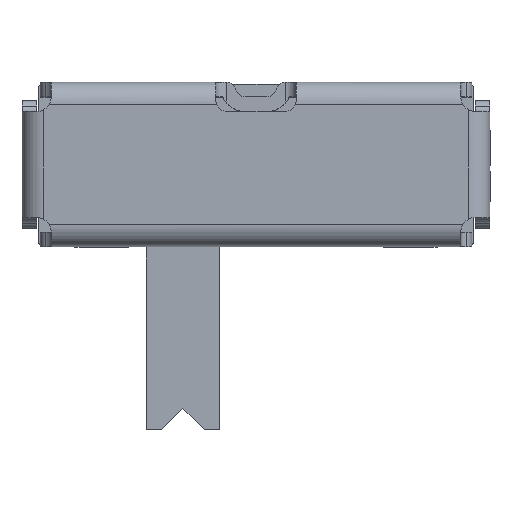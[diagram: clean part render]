
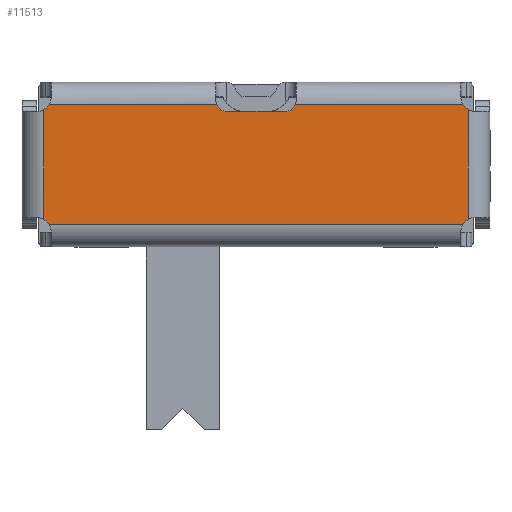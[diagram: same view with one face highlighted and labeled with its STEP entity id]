
A CAD part, top view. The second image highlights one B-rep face of the part: STEP entity #11513.
In plain terms, the highlighted planar face has unit normal (0, 0, 1).
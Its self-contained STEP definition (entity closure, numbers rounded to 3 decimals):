
#72 = CARTESIAN_POINT ( 'NONE',  ( -5.8, 1.504, 4.7 ) ) ;
#530 = DIRECTION ( 'NONE',  ( 1., 0., 0. ) ) ;
#571 = DIRECTION ( 'NONE',  ( 0., 0., -1. ) ) ;
#763 = LINE ( 'NONE', #10469, #22016 ) ;
#1159 = DIRECTION ( 'NONE',  ( 0., 0., 1. ) ) ;
#1555 = EDGE_CURVE ( 'NONE', #13281, #8244, #10024, .T. ) ;
#1803 = EDGE_CURVE ( 'NONE', #7697, #12557, #3109, .T. ) ;
#2539 = DIRECTION ( 'NONE',  ( -1., 0., 0. ) ) ;
#2750 = EDGE_LOOP ( 'NONE', ( #12923, #12746, #7061, #14637, #8267, #20088, #9737, #8525, #19119, #18725, #16251, #14485 ) ) ;
#2915 = VERTEX_POINT ( 'NONE', #8693 ) ;
#3078 = DIRECTION ( 'NONE',  ( 1., 0., 0. ) ) ;
#3109 = CIRCLE ( 'NONE', #13149, 0.4 ) ;
#3177 = EDGE_CURVE ( 'NONE', #17850, #11820, #763, .T. ) ;
#3320 = DIRECTION ( 'NONE',  ( 0., 0., -1. ) ) ;
#3709 = DIRECTION ( 'NONE',  ( -1., 0., 0. ) ) ;
#4204 = DIRECTION ( 'NONE',  ( 1., 0., 0. ) ) ;
#4339 = DIRECTION ( 'NONE',  ( 1., 0., 0. ) ) ;
#4986 = CARTESIAN_POINT ( 'NONE',  ( -5.654, 1.65, 4.7 ) ) ;
#5232 = VECTOR ( 'NONE', #15266, 1000. ) ;
#5292 = DIRECTION ( 'NONE',  ( 0., 0., -1. ) ) ;
#5416 = CARTESIAN_POINT ( 'NONE',  ( -0.8, 1.75, 4.7 ) ) ;
#5493 = VERTEX_POINT ( 'NONE', #12855 ) ;
#6068 = CARTESIAN_POINT ( 'NONE',  ( 0.8, 1.45, 4.7 ) ) ;
#6552 = FACE_OUTER_BOUND ( 'NONE', #2750, .T. ) ;
#6926 = AXIS2_PLACEMENT_3D ( 'NONE', #12474, #1159, #10869 ) ;
#6962 = VECTOR ( 'NONE', #4204, 1000. ) ;
#7061 = ORIENTED_EDGE ( 'NONE', *, *, #21589, .T. ) ;
#7428 = AXIS2_PLACEMENT_3D ( 'NONE', #5416, #5292, #9469 ) ;
#7697 = VERTEX_POINT ( 'NONE', #22104 ) ;
#7973 = EDGE_CURVE ( 'NONE', #16116, #7697, #14904, .T. ) ;
#8244 = VERTEX_POINT ( 'NONE', #15083 ) ;
#8267 = ORIENTED_EDGE ( 'NONE', *, *, #1555, .T. ) ;
#8478 = CARTESIAN_POINT ( 'NONE',  ( 5.8, 1.45, 4.7 ) ) ;
#8525 = ORIENTED_EDGE ( 'NONE', *, *, #13166, .T. ) ;
#8693 = CARTESIAN_POINT ( 'NONE',  ( 5.8, -1.504, 4.7 ) ) ;
#9469 = DIRECTION ( 'NONE',  ( 1., 0., 0. ) ) ;
#9662 = LINE ( 'NONE', #19428, #6962 ) ;
#9734 = DIRECTION ( 'NONE',  ( 0., 0., -1. ) ) ;
#9737 = ORIENTED_EDGE ( 'NONE', *, *, #14267, .F. ) ;
#9812 = DIRECTION ( 'NONE',  ( 1., 0., 0. ) ) ;
#10024 = LINE ( 'NONE', #20956, #16784 ) ;
#10115 = CARTESIAN_POINT ( 'NONE',  ( 6., 1.85, 4.7 ) ) ;
#10278 = LINE ( 'NONE', #8478, #16171 ) ;
#10469 = CARTESIAN_POINT ( 'NONE',  ( -5.6, 1.65, 4.7 ) ) ;
#10869 = DIRECTION ( 'NONE',  ( 1., 0., 0. ) ) ;
#10984 = CIRCLE ( 'NONE', #18183, 0.4 ) ;
#11131 = AXIS2_PLACEMENT_3D ( 'NONE', #17920, #571, #4339 ) ;
#11513 = ADVANCED_FACE ( 'NONE', ( #6552 ), #20375, .T. ) ;
#11735 = CARTESIAN_POINT ( 'NONE',  ( -6., 1.85, 4.7 ) ) ;
#11820 = VERTEX_POINT ( 'NONE', #4986 ) ;
#12060 = CARTESIAN_POINT ( 'NONE',  ( -5.654, -1.65, 4.7 ) ) ;
#12474 = CARTESIAN_POINT ( 'NONE',  ( 0.8, 1.994, 4.7 ) ) ;
#12557 = VERTEX_POINT ( 'NONE', #12060 ) ;
#12746 = ORIENTED_EDGE ( 'NONE', *, *, #21628, .T. ) ;
#12855 = CARTESIAN_POINT ( 'NONE',  ( -0.8, 1.45, 4.7 ) ) ;
#12923 = ORIENTED_EDGE ( 'NONE', *, *, #22157, .T. ) ;
#13149 = AXIS2_PLACEMENT_3D ( 'NONE', #21664, #17760, #530 ) ;
#13166 = EDGE_CURVE ( 'NONE', #5493, #17850, #18281, .T. ) ;
#13281 = VERTEX_POINT ( 'NONE', #14082 ) ;
#13287 = CARTESIAN_POINT ( 'NONE',  ( -5.8, -1.45, 4.7 ) ) ;
#13761 = VERTEX_POINT ( 'NONE', #6068 ) ;
#13990 = DIRECTION ( 'NONE',  ( 1., 0., 0. ) ) ;
#14082 = CARTESIAN_POINT ( 'NONE',  ( 5.654, 1.65, 4.7 ) ) ;
#14267 = EDGE_CURVE ( 'NONE', #5493, #13761, #24393, .T. ) ;
#14440 = CIRCLE ( 'NONE', #21283, 0.4 ) ;
#14485 = ORIENTED_EDGE ( 'NONE', *, *, #1803, .T. ) ;
#14637 = ORIENTED_EDGE ( 'NONE', *, *, #24773, .T. ) ;
#14878 = CARTESIAN_POINT ( 'NONE',  ( 6., -1.85, 4.7 ) ) ;
#14904 = LINE ( 'NONE', #13287, #5232 ) ;
#15083 = CARTESIAN_POINT ( 'NONE',  ( 1.083, 1.65, 4.7 ) ) ;
#15266 = DIRECTION ( 'NONE',  ( 0., -1., 0. ) ) ;
#15467 = DIRECTION ( 'NONE',  ( 0., 0., -1. ) ) ;
#15485 = CIRCLE ( 'NONE', #11131, 0.3 ) ;
#15723 = DIRECTION ( 'NONE',  ( 1., 0., 0. ) ) ;
#15749 = CARTESIAN_POINT ( 'NONE',  ( 5.654, -1.65, 4.7 ) ) ;
#16116 = VERTEX_POINT ( 'NONE', #72 ) ;
#16157 = DIRECTION ( 'NONE',  ( 0., 1., 0. ) ) ;
#16171 = VECTOR ( 'NONE', #16157, 1000. ) ;
#16251 = ORIENTED_EDGE ( 'NONE', *, *, #7973, .T. ) ;
#16319 = AXIS2_PLACEMENT_3D ( 'NONE', #10115, #15467, #13990 ) ;
#16784 = VECTOR ( 'NONE', #3709, 1000. ) ;
#17455 = CARTESIAN_POINT ( 'NONE',  ( -1.1, 1.45, 4.7 ) ) ;
#17760 = DIRECTION ( 'NONE',  ( 0., 0., -1. ) ) ;
#17850 = VERTEX_POINT ( 'NONE', #22049 ) ;
#17920 = CARTESIAN_POINT ( 'NONE',  ( 0.8, 1.75, 4.7 ) ) ;
#18183 = AXIS2_PLACEMENT_3D ( 'NONE', #14878, #3320, #3078 ) ;
#18281 = CIRCLE ( 'NONE', #7428, 0.3 ) ;
#18612 = EDGE_CURVE ( 'NONE', #8244, #13761, #15485, .T. ) ;
#18725 = ORIENTED_EDGE ( 'NONE', *, *, #19121, .T. ) ;
#18894 = VERTEX_POINT ( 'NONE', #15749 ) ;
#19119 = ORIENTED_EDGE ( 'NONE', *, *, #3177, .T. ) ;
#19121 = EDGE_CURVE ( 'NONE', #11820, #16116, #14440, .T. ) ;
#19197 = VECTOR ( 'NONE', #9812, 1000. ) ;
#19428 = CARTESIAN_POINT ( 'NONE',  ( 5.6, -1.65, 4.7 ) ) ;
#19931 = CIRCLE ( 'NONE', #16319, 0.4 ) ;
#20088 = ORIENTED_EDGE ( 'NONE', *, *, #18612, .T. ) ;
#20375 = PLANE ( 'NONE',  #6926 ) ;
#20403 = VERTEX_POINT ( 'NONE', #24136 ) ;
#20956 = CARTESIAN_POINT ( 'NONE',  ( 1.1, 1.65, 4.7 ) ) ;
#21283 = AXIS2_PLACEMENT_3D ( 'NONE', #11735, #9734, #15723 ) ;
#21589 = EDGE_CURVE ( 'NONE', #2915, #20403, #10278, .T. ) ;
#21628 = EDGE_CURVE ( 'NONE', #18894, #2915, #10984, .T. ) ;
#21664 = CARTESIAN_POINT ( 'NONE',  ( -6., -1.85, 4.7 ) ) ;
#22016 = VECTOR ( 'NONE', #2539, 1000. ) ;
#22049 = CARTESIAN_POINT ( 'NONE',  ( -1.083, 1.65, 4.7 ) ) ;
#22104 = CARTESIAN_POINT ( 'NONE',  ( -5.8, -1.504, 4.7 ) ) ;
#22157 = EDGE_CURVE ( 'NONE', #12557, #18894, #9662, .T. ) ;
#24136 = CARTESIAN_POINT ( 'NONE',  ( 5.8, 1.504, 4.7 ) ) ;
#24393 = LINE ( 'NONE', #17455, #19197 ) ;
#24773 = EDGE_CURVE ( 'NONE', #20403, #13281, #19931, .T. ) ;
